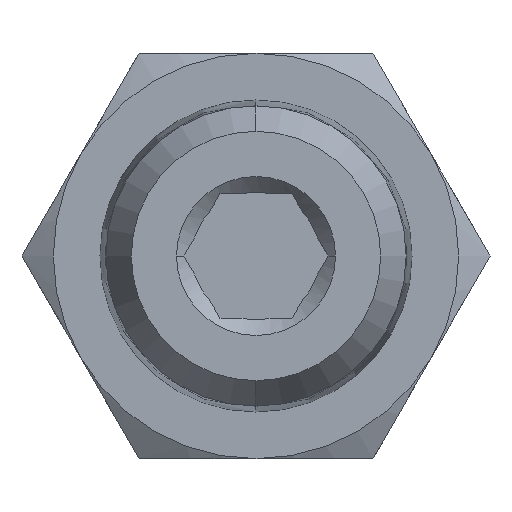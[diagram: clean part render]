
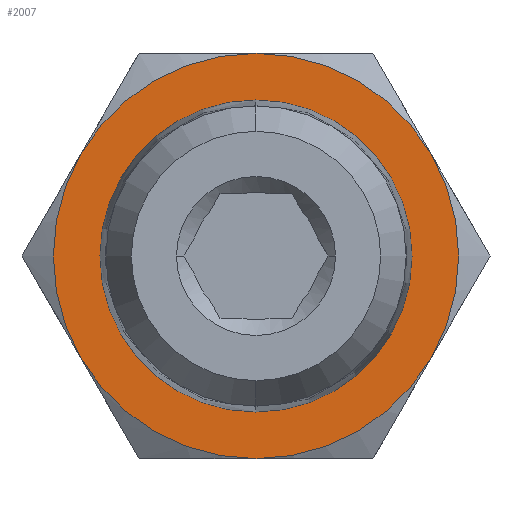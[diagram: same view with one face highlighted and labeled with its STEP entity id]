
A CAD part, front view. The second image highlights one B-rep face of the part: STEP entity #2007.
In plain terms, the highlighted planar face has unit normal (0, -1, 0).
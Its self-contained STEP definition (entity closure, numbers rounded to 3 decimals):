
#44 = PLANE ( 'NONE',  #1779 ) ;
#51 = CARTESIAN_POINT ( 'NONE',  ( 5.005, 7.5, 0. ) ) ;
#52 = DIRECTION ( 'NONE',  ( 0., -1., 0. ) ) ;
#53 = DIRECTION ( 'NONE',  ( 0., 0., -1. ) ) ;
#375 = CIRCLE ( 'NONE', #1582, 5.005 ) ;
#462 = CIRCLE ( 'NONE', #1596, 6.5 ) ;
#465 = CIRCLE ( 'NONE', #1599, 6.5 ) ;
#466 = CIRCLE ( 'NONE', #1597, 6.5 ) ;
#468 = CIRCLE ( 'NONE', #1598, 6.5 ) ;
#469 = CIRCLE ( 'NONE', #1600, 6.5 ) ;
#470 = CIRCLE ( 'NONE', #1601, 6.5 ) ;
#474 = CIRCLE ( 'NONE', #1605, 5.005 ) ;
#610 = DIRECTION ( 'NONE',  ( 0., 0., -1. ) ) ;
#614 = DIRECTION ( 'NONE',  ( 0., -1., 0. ) ) ;
#623 = CARTESIAN_POINT ( 'NONE',  ( 0., 7.5, 0. ) ) ;
#1383 = EDGE_CURVE ( 'NONE', #3561, #3562, #375, .T. ) ;
#1465 = EDGE_CURVE ( 'NONE', #3544, #3539, #462, .T. ) ;
#1466 = EDGE_CURVE ( 'NONE', #3539, #3532, #466, .T. ) ;
#1469 = EDGE_CURVE ( 'NONE', #3532, #3609, #468, .T. ) ;
#1472 = EDGE_CURVE ( 'NONE', #3609, #3512, #465, .T. ) ;
#1475 = EDGE_CURVE ( 'NONE', #3512, #3529, #469, .T. ) ;
#1478 = EDGE_CURVE ( 'NONE', #3529, #3544, #470, .T. ) ;
#1484 = EDGE_CURVE ( 'NONE', #3562, #3561, #474, .T. ) ;
#1582 = AXIS2_PLACEMENT_3D ( 'NONE', #2484, #2483, #2482 ) ;
#1596 = AXIS2_PLACEMENT_3D ( 'NONE', #2264, #2263, #2262 ) ;
#1597 = AXIS2_PLACEMENT_3D ( 'NONE', #2259, #2256, #2255 ) ;
#1598 = AXIS2_PLACEMENT_3D ( 'NONE', #2238, #2237, #2236 ) ;
#1599 = AXIS2_PLACEMENT_3D ( 'NONE', #2221, #2220, #2219 ) ;
#1600 = AXIS2_PLACEMENT_3D ( 'NONE', #2202, #2201, #2200 ) ;
#1601 = AXIS2_PLACEMENT_3D ( 'NONE', #2179, #2178, #2177 ) ;
#1605 = AXIS2_PLACEMENT_3D ( 'NONE', #623, #614, #610 ) ;
#1779 = AXIS2_PLACEMENT_3D ( 'NONE', #51, #52, #53 ) ;
#2007 = ADVANCED_FACE ( 'NONE', ( #2165, #2166 ), #44, .T. ) ;
#2165 = FACE_OUTER_BOUND ( 'NONE', #2790, .T. ) ;
#2166 = FACE_BOUND ( 'NONE', #2794, .T. ) ;
#2177 = DIRECTION ( 'NONE',  ( 0., 0., -1. ) ) ;
#2178 = DIRECTION ( 'NONE',  ( 0., -1., 0. ) ) ;
#2179 = CARTESIAN_POINT ( 'NONE',  ( 0., 7.5, 0. ) ) ;
#2200 = DIRECTION ( 'NONE',  ( 0., 0., -1. ) ) ;
#2201 = DIRECTION ( 'NONE',  ( 0., -1., 0. ) ) ;
#2202 = CARTESIAN_POINT ( 'NONE',  ( 0., 7.5, 0. ) ) ;
#2219 = DIRECTION ( 'NONE',  ( 0., 0., -1. ) ) ;
#2220 = DIRECTION ( 'NONE',  ( 0., -1., 0. ) ) ;
#2221 = CARTESIAN_POINT ( 'NONE',  ( 0., 7.5, 0. ) ) ;
#2236 = DIRECTION ( 'NONE',  ( 0., 0., -1. ) ) ;
#2237 = DIRECTION ( 'NONE',  ( 0., -1., 0. ) ) ;
#2238 = CARTESIAN_POINT ( 'NONE',  ( 0., 7.5, 0. ) ) ;
#2255 = DIRECTION ( 'NONE',  ( 0., 0., -1. ) ) ;
#2256 = DIRECTION ( 'NONE',  ( 0., -1., 0. ) ) ;
#2259 = CARTESIAN_POINT ( 'NONE',  ( 0., 7.5, 0. ) ) ;
#2262 = DIRECTION ( 'NONE',  ( 0., 0., -1. ) ) ;
#2263 = DIRECTION ( 'NONE',  ( 0., -1., 0. ) ) ;
#2264 = CARTESIAN_POINT ( 'NONE',  ( 0., 7.5, 0. ) ) ;
#2482 = DIRECTION ( 'NONE',  ( 0., 0., -1. ) ) ;
#2483 = DIRECTION ( 'NONE',  ( 0., -1., 0. ) ) ;
#2484 = CARTESIAN_POINT ( 'NONE',  ( 0., 7.5, 0. ) ) ;
#2694 = ORIENTED_EDGE ( 'NONE', *, *, #1465, .T. ) ;
#2695 = ORIENTED_EDGE ( 'NONE', *, *, #1466, .T. ) ;
#2696 = ORIENTED_EDGE ( 'NONE', *, *, #1469, .T. ) ;
#2697 = ORIENTED_EDGE ( 'NONE', *, *, #1472, .T. ) ;
#2698 = ORIENTED_EDGE ( 'NONE', *, *, #1475, .T. ) ;
#2699 = ORIENTED_EDGE ( 'NONE', *, *, #1478, .T. ) ;
#2700 = ORIENTED_EDGE ( 'NONE', *, *, #1484, .F. ) ;
#2701 = ORIENTED_EDGE ( 'NONE', *, *, #1383, .F. ) ;
#2790 = EDGE_LOOP ( 'NONE', ( #2694, #2695, #2696, #2697, #2698, #2699 ) ) ;
#2794 = EDGE_LOOP ( 'NONE', ( #2700, #2701 ) ) ;
#3362 = CARTESIAN_POINT ( 'NONE',  ( -5.629, 7.5, 3.25 ) ) ;
#3392 = CARTESIAN_POINT ( 'NONE',  ( -5.629, 7.5, -3.25 ) ) ;
#3395 = CARTESIAN_POINT ( 'NONE',  ( 5.629, 7.5, 3.25 ) ) ;
#3402 = CARTESIAN_POINT ( 'NONE',  ( 5.629, 7.5, -3.25 ) ) ;
#3407 = CARTESIAN_POINT ( 'NONE',  ( 0., 7.5, -6.5 ) ) ;
#3424 = CARTESIAN_POINT ( 'NONE',  ( 0., 7.5, -5.005 ) ) ;
#3425 = CARTESIAN_POINT ( 'NONE',  ( 0., 7.5, 5.005 ) ) ;
#3470 = CARTESIAN_POINT ( 'NONE',  ( 0., 7.5, 6.5 ) ) ;
#3512 = VERTEX_POINT ( 'NONE', #3362 ) ;
#3529 = VERTEX_POINT ( 'NONE', #3392 ) ;
#3532 = VERTEX_POINT ( 'NONE', #3395 ) ;
#3539 = VERTEX_POINT ( 'NONE', #3402 ) ;
#3544 = VERTEX_POINT ( 'NONE', #3407 ) ;
#3561 = VERTEX_POINT ( 'NONE', #3424 ) ;
#3562 = VERTEX_POINT ( 'NONE', #3425 ) ;
#3609 = VERTEX_POINT ( 'NONE', #3470 ) ;
